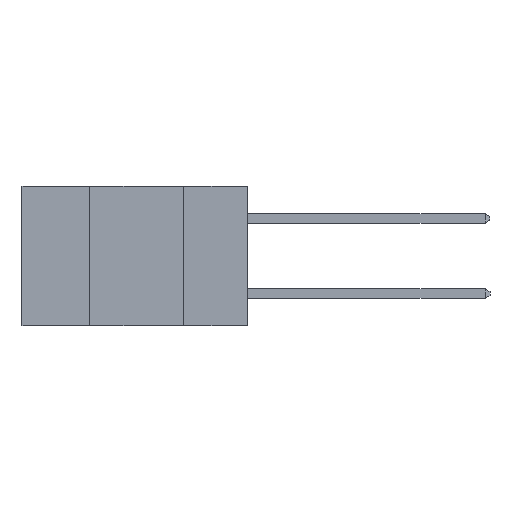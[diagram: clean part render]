
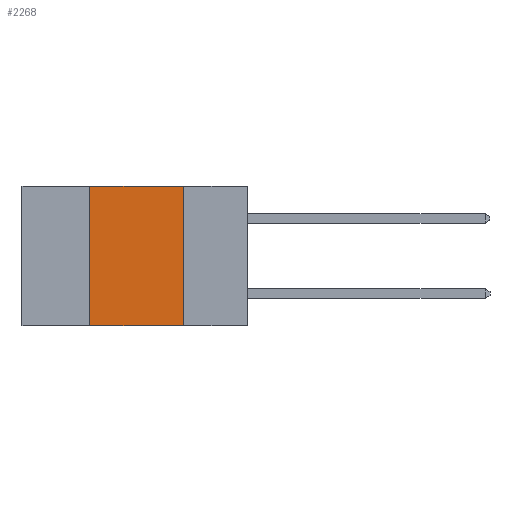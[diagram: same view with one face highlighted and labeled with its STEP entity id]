
A CAD part, left-side view. The second image highlights one B-rep face of the part: STEP entity #2268.
In plain terms, the highlighted planar face has unit normal (-1, 0, 0).
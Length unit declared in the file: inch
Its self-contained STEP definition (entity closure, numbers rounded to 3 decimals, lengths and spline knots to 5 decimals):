
#41 = VERTEX_POINT ( 'NONE', #6210 ) ;
#1004 = LINE ( 'NONE', #5458, #4893 ) ;
#1035 = DIRECTION ( 'NONE',  ( 0., 0., 1. ) ) ;
#1376 = LINE ( 'NONE', #7689, #5191 ) ;
#1903 = ORIENTED_EDGE ( 'NONE', *, *, #7676, .F. ) ;
#1980 = ORIENTED_EDGE ( 'NONE', *, *, #7243, .F. ) ;
#2036 = ORIENTED_EDGE ( 'NONE', *, *, #6770, .F. ) ;
#2268 = ADVANCED_FACE ( 'NONE', ( #5700 ), #6353, .F. ) ;
#2309 = ORIENTED_EDGE ( 'NONE', *, *, #6336, .T. ) ;
#2614 = DIRECTION ( 'NONE',  ( 0., 0., -1. ) ) ;
#3122 = CARTESIAN_POINT ( 'NONE',  ( 0., 0.6, -0.37 ) ) ;
#3127 = LINE ( 'NONE', #4908, #6473 ) ;
#3880 = VERTEX_POINT ( 'NONE', #3929 ) ;
#3929 = CARTESIAN_POINT ( 'NONE',  ( 0., 0.42, -0.37 ) ) ;
#3946 = VERTEX_POINT ( 'NONE', #5291 ) ;
#4106 = AXIS2_PLACEMENT_3D ( 'NONE', #6783, #6265, #6264 ) ;
#4446 = VECTOR ( 'NONE', #7833, 39.37008 ) ;
#4893 = VECTOR ( 'NONE', #2614, 39.37008 ) ;
#4908 = CARTESIAN_POINT ( 'NONE',  ( 0., 0.42, -0.37 ) ) ;
#5191 = VECTOR ( 'NONE', #8338, 39.37008 ) ;
#5291 = CARTESIAN_POINT ( 'NONE',  ( 0., 0.42, 0. ) ) ;
#5458 = CARTESIAN_POINT ( 'NONE',  ( 0., 0.17, -0.37 ) ) ;
#5700 = FACE_OUTER_BOUND ( 'NONE', #8548, .T. ) ;
#6210 = CARTESIAN_POINT ( 'NONE',  ( 0., 0.17, 0. ) ) ;
#6264 = DIRECTION ( 'NONE',  ( 0., 0., -1. ) ) ;
#6265 = DIRECTION ( 'NONE',  ( 1., 0., 0. ) ) ;
#6324 = LINE ( 'NONE', #3122, #4446 ) ;
#6336 = EDGE_CURVE ( 'NONE', #3880, #8462, #6324, .T. ) ;
#6353 = PLANE ( 'NONE',  #4106 ) ;
#6473 = VECTOR ( 'NONE', #1035, 39.37008 ) ;
#6770 = EDGE_CURVE ( 'NONE', #3880, #3946, #3127, .T. ) ;
#6783 = CARTESIAN_POINT ( 'NONE',  ( 0., 0.6, 0. ) ) ;
#7243 = EDGE_CURVE ( 'NONE', #3946, #41, #1376, .T. ) ;
#7676 = EDGE_CURVE ( 'NONE', #41, #8462, #1004, .T. ) ;
#7689 = CARTESIAN_POINT ( 'NONE',  ( 0., 0.6, 0. ) ) ;
#7833 = DIRECTION ( 'NONE',  ( 0., -1., 0. ) ) ;
#8173 = CARTESIAN_POINT ( 'NONE',  ( 0., 0.17, -0.37 ) ) ;
#8338 = DIRECTION ( 'NONE',  ( 0., -1., 0. ) ) ;
#8462 = VERTEX_POINT ( 'NONE', #8173 ) ;
#8548 = EDGE_LOOP ( 'NONE', ( #1903, #1980, #2036, #2309 ) ) ;
